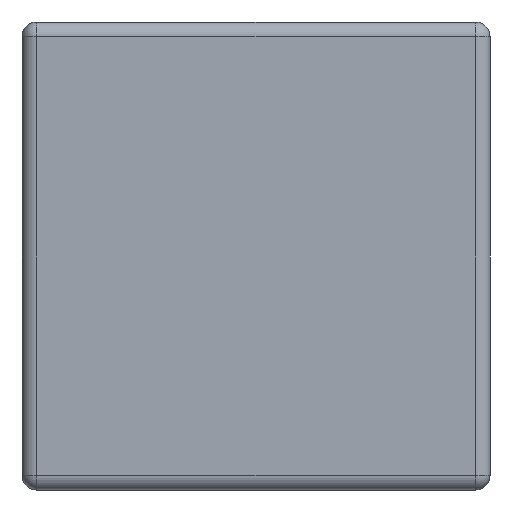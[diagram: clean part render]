
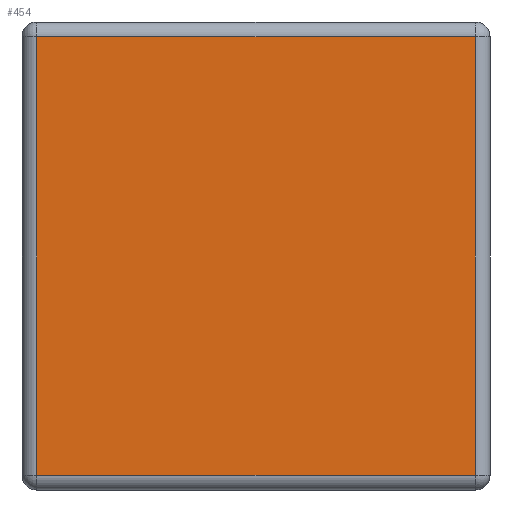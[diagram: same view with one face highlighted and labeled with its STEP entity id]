
A CAD part, left-side view. The second image highlights one B-rep face of the part: STEP entity #454.
In plain terms, the highlighted planar face has unit normal (-1, 0, 0).
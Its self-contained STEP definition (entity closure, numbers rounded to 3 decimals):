
#74 = CARTESIAN_POINT ( 'NONE',  ( -0.8, 0.375, 0.775 ) ) ;
#85 = EDGE_CURVE ( 'NONE', #146, #3701, #3175, .T. ) ;
#86 = VECTOR ( 'NONE', #2327, 1000. ) ;
#146 = VERTEX_POINT ( 'NONE', #74 ) ;
#154 = ORIENTED_EDGE ( 'NONE', *, *, #1817, .T. ) ;
#179 = CARTESIAN_POINT ( 'NONE',  ( -0.8, -0.375, 0.775 ) ) ;
#238 = CARTESIAN_POINT ( 'NONE',  ( -0.8, 0.375, 0.025 ) ) ;
#307 = ORIENTED_EDGE ( 'NONE', *, *, #85, .T. ) ;
#320 = LINE ( 'NONE', #1476, #3211 ) ;
#454 = ADVANCED_FACE ( 'NONE', ( #2626 ), #2369, .T. ) ;
#743 = VERTEX_POINT ( 'NONE', #2563 ) ;
#884 = VERTEX_POINT ( 'NONE', #179 ) ;
#1155 = EDGE_CURVE ( 'NONE', #3701, #743, #2554, .T. ) ;
#1160 = CARTESIAN_POINT ( 'NONE',  ( -0.8, 0.375, 0. ) ) ;
#1476 = CARTESIAN_POINT ( 'NONE',  ( -0.8, -0.375, 0.8 ) ) ;
#1687 = ORIENTED_EDGE ( 'NONE', *, *, #3045, .T. ) ;
#1772 = AXIS2_PLACEMENT_3D ( 'NONE', #2094, #1800, #3216 ) ;
#1800 = DIRECTION ( 'NONE',  ( -1., 0., 0. ) ) ;
#1817 = EDGE_CURVE ( 'NONE', #743, #884, #320, .T. ) ;
#1873 = ORIENTED_EDGE ( 'NONE', *, *, #1155, .T. ) ;
#2094 = CARTESIAN_POINT ( 'NONE',  ( -0.8, 0., 0.8 ) ) ;
#2159 = VECTOR ( 'NONE', #3393, 1000. ) ;
#2327 = DIRECTION ( 'NONE',  ( 0., 0., -1. ) ) ;
#2369 = PLANE ( 'NONE',  #1772 ) ;
#2491 = CARTESIAN_POINT ( 'NONE',  ( -0.8, -0.4, 0.025 ) ) ;
#2502 = LINE ( 'NONE', #2566, #2159 ) ;
#2554 = LINE ( 'NONE', #2491, #2585 ) ;
#2563 = CARTESIAN_POINT ( 'NONE',  ( -0.8, -0.375, 0.025 ) ) ;
#2566 = CARTESIAN_POINT ( 'NONE',  ( -0.8, 0., 0.775 ) ) ;
#2585 = VECTOR ( 'NONE', #3068, 1000. ) ;
#2626 = FACE_OUTER_BOUND ( 'NONE', #3494, .T. ) ;
#2638 = DIRECTION ( 'NONE',  ( 0., 0., 1. ) ) ;
#3045 = EDGE_CURVE ( 'NONE', #884, #146, #2502, .T. ) ;
#3068 = DIRECTION ( 'NONE',  ( 0., -1., 0. ) ) ;
#3175 = LINE ( 'NONE', #1160, #86 ) ;
#3211 = VECTOR ( 'NONE', #2638, 1000. ) ;
#3216 = DIRECTION ( 'NONE',  ( 0., 0., 1. ) ) ;
#3393 = DIRECTION ( 'NONE',  ( 0., 1., 0. ) ) ;
#3494 = EDGE_LOOP ( 'NONE', ( #1687, #307, #1873, #154 ) ) ;
#3701 = VERTEX_POINT ( 'NONE', #238 ) ;
